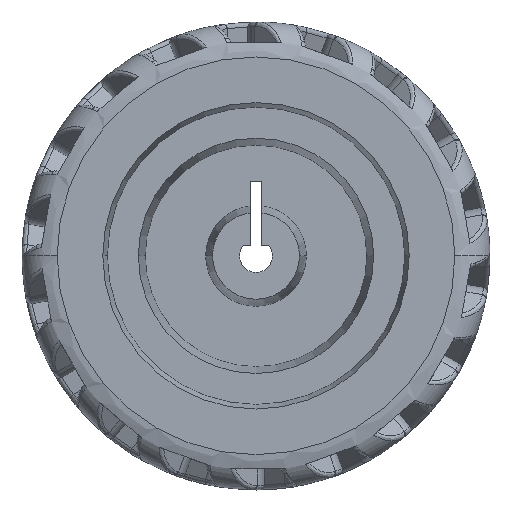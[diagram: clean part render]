
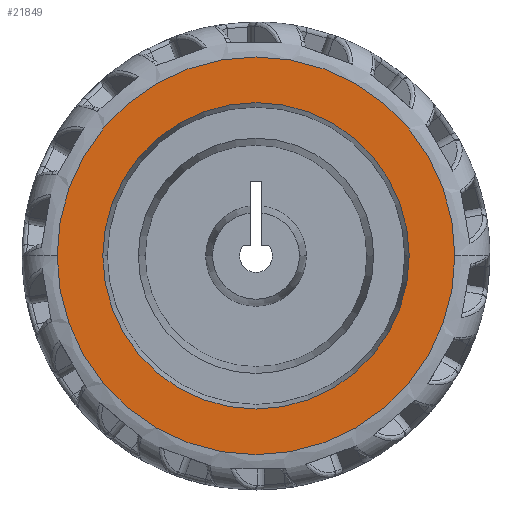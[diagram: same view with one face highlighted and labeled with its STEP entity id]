
A CAD part, top view. The second image highlights one B-rep face of the part: STEP entity #21849.
In plain terms, the highlighted planar face has unit normal (0, 0, 1).
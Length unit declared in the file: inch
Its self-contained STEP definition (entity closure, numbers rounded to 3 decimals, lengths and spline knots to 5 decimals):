
#288 = ORIENTED_EDGE ( 'NONE', *, *, #2002, .T. ) ;
#289 = ORIENTED_EDGE ( 'NONE', *, *, #24027, .T. ) ;
#290 = ORIENTED_EDGE ( 'NONE', *, *, #1351, .T. ) ;
#291 = ORIENTED_EDGE ( 'NONE', *, *, #24028, .T. ) ;
#1351 = EDGE_CURVE ( 'NONE', #1917, #1918, #6520, .T. ) ;
#1863 = VERTEX_POINT ( 'NONE', #7920 ) ;
#1864 = VERTEX_POINT ( 'NONE', #7921 ) ;
#1917 = VERTEX_POINT ( 'NONE', #7974 ) ;
#1918 = VERTEX_POINT ( 'NONE', #7975 ) ;
#2002 = EDGE_CURVE ( 'NONE', #1863, #1864, #6587, .T. ) ;
#2546 = EDGE_LOOP ( 'NONE', ( #288, #289 ) ) ;
#2547 = EDGE_LOOP ( 'NONE', ( #290, #291 ) ) ;
#4403 = AXIS2_PLACEMENT_3D ( 'NONE', #7503, #7504, #7505 ) ;
#4430 = AXIS2_PLACEMENT_3D ( 'NONE', #8088, #8089, #8090 ) ;
#6520 = CIRCLE ( 'NONE', #4403, 0.71 ) ;
#6587 = CIRCLE ( 'NONE', #4430, 0.54691 ) ;
#7503 = CARTESIAN_POINT ( 'NONE',  ( 0., 0., 0.74 ) ) ;
#7504 = DIRECTION ( 'NONE',  ( 0., 0., 1. ) ) ;
#7505 = DIRECTION ( 'NONE',  ( 1., 0., 0. ) ) ;
#7920 = CARTESIAN_POINT ( 'NONE',  ( 0.54691, 0., 0.74 ) ) ;
#7921 = CARTESIAN_POINT ( 'NONE',  ( -0.54691, 0., 0.74 ) ) ;
#7974 = CARTESIAN_POINT ( 'NONE',  ( 0.71, 0., 0.74 ) ) ;
#7975 = CARTESIAN_POINT ( 'NONE',  ( -0.71, 0., 0.74 ) ) ;
#8088 = CARTESIAN_POINT ( 'NONE',  ( 0., 0., 0.74 ) ) ;
#8089 = DIRECTION ( 'NONE',  ( 0., 0., -1. ) ) ;
#8090 = DIRECTION ( 'NONE',  ( 1., 0., 0. ) ) ;
#10944 = FACE_BOUND ( 'NONE', #2546, .T. ) ;
#10947 = FACE_OUTER_BOUND ( 'NONE', #2547, .T. ) ;
#14654 = PLANE ( 'NONE',  #15268 ) ;
#14655 = CARTESIAN_POINT ( 'NONE',  ( 0., 0., 0.74 ) ) ;
#14660 = DIRECTION ( 'NONE',  ( 0., 0., 1. ) ) ;
#14661 = DIRECTION ( 'NONE',  ( 1., 0., 0. ) ) ;
#15268 = AXIS2_PLACEMENT_3D ( 'NONE', #14655, #14660, #14661 ) ;
#20404 = CIRCLE ( 'NONE', #20481, 0.54691 ) ;
#20406 = CIRCLE ( 'NONE', #20482, 0.71 ) ;
#20481 = AXIS2_PLACEMENT_3D ( 'NONE', #21118, #21119, #21120 ) ;
#20482 = AXIS2_PLACEMENT_3D ( 'NONE', #21121, #21122, #21123 ) ;
#21118 = CARTESIAN_POINT ( 'NONE',  ( 0., 0., 0.74 ) ) ;
#21119 = DIRECTION ( 'NONE',  ( 0., 0., -1. ) ) ;
#21120 = DIRECTION ( 'NONE',  ( 1., 0., 0. ) ) ;
#21121 = CARTESIAN_POINT ( 'NONE',  ( 0., 0., 0.74 ) ) ;
#21122 = DIRECTION ( 'NONE',  ( 0., 0., 1. ) ) ;
#21123 = DIRECTION ( 'NONE',  ( 1., 0., 0. ) ) ;
#21849 = ADVANCED_FACE ( 'NONE', ( #10944, #10947 ), #14654, .T. ) ;
#24027 = EDGE_CURVE ( 'NONE', #1864, #1863, #20404, .T. ) ;
#24028 = EDGE_CURVE ( 'NONE', #1918, #1917, #20406, .T. ) ;
